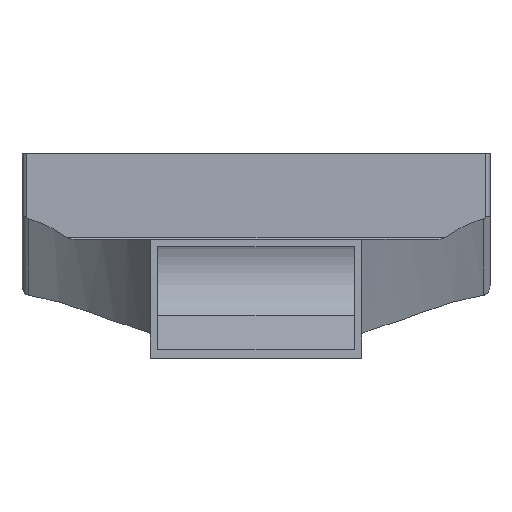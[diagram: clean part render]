
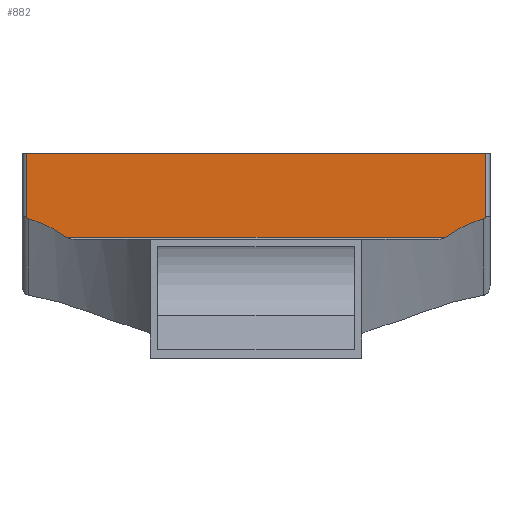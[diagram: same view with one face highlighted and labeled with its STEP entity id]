
A CAD part, front view. The second image highlights one B-rep face of the part: STEP entity #882.
In plain terms, the highlighted planar face has unit normal (0, -1, 0).
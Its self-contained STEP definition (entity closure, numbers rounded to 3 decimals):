
#5 = CARTESIAN_POINT ( 'NONE',  ( 61.893, 15., 39. ) ) ;
#62 = LINE ( 'NONE', #323, #1532 ) ;
#78 = CARTESIAN_POINT ( 'NONE',  ( 61.893, 15., 39. ) ) ;
#83 = EDGE_CURVE ( 'NONE', #1679, #511, #62, .T. ) ;
#141 = VECTOR ( 'NONE', #1274, 1000. ) ;
#147 = LINE ( 'NONE', #78, #344 ) ;
#151 = VERTEX_POINT ( 'NONE', #332 ) ;
#159 =( BOUNDED_CURVE ( )  B_SPLINE_CURVE ( 3, ( #525, #1487, #1067, #1602 ),
 .UNSPECIFIED., .F., .F. ) 
 B_SPLINE_CURVE_WITH_KNOTS ( ( 4, 4 ),
 ( 2.839, 3.016 ),
 .UNSPECIFIED. ) 
 CURVE ( )  GEOMETRIC_REPRESENTATION_ITEM ( )  RATIONAL_B_SPLINE_CURVE ( ( 1., 0.997, 0.997, 1. ) ) 
 REPRESENTATION_ITEM ( '' )  );
#187 = EDGE_CURVE ( 'NONE', #151, #1340, #321, .T. ) ;
#205 =( BOUNDED_CURVE ( )  B_SPLINE_CURVE ( 3, ( #902, #507, #1016, #1166 ),
 .UNSPECIFIED., .F., .T. ) 
 B_SPLINE_CURVE_WITH_KNOTS ( ( 4, 4 ),
 ( 5.82, 6.158 ),
 .UNSPECIFIED. ) 
 CURVE ( )  GEOMETRIC_REPRESENTATION_ITEM ( )  RATIONAL_B_SPLINE_CURVE ( ( 1., 0.991, 0.991, 1. ) ) 
 REPRESENTATION_ITEM ( '' )  );
#224 = PLANE ( 'NONE',  #607 ) ;
#237 = CARTESIAN_POINT ( 'NONE',  ( -61.251, 15., 21.561 ) ) ;
#249 = CARTESIAN_POINT ( 'NONE',  ( -50.925, 15., 16.5 ) ) ;
#300 = CARTESIAN_POINT ( 'NONE',  ( -61.893, 15., 39. ) ) ;
#306 = CARTESIAN_POINT ( 'NONE',  ( 61.893, 15., 22. ) ) ;
#318 = VECTOR ( 'NONE', #1323, 1000. ) ;
#321 =( BOUNDED_CURVE ( )  B_SPLINE_CURVE ( 3, ( #1690, #480, #1520, #306 ),
 .UNSPECIFIED., .F., .T. ) 
 B_SPLINE_CURVE_WITH_KNOTS ( ( 4, 4 ),
 ( 0.126, 0.463 ),
 .UNSPECIFIED. ) 
 CURVE ( )  GEOMETRIC_REPRESENTATION_ITEM ( )  RATIONAL_B_SPLINE_CURVE ( ( 1., 0.991, 0.991, 1. ) ) 
 REPRESENTATION_ITEM ( '' )  );
#323 = CARTESIAN_POINT ( 'NONE',  ( 63., 15., 16.5 ) ) ;
#327 = EDGE_CURVE ( 'NONE', #1679, #151, #159, .T. ) ;
#332 = CARTESIAN_POINT ( 'NONE',  ( 61.251, 15., 21.561 ) ) ;
#344 = VECTOR ( 'NONE', #1443, 1000. ) ;
#351 = CARTESIAN_POINT ( 'NONE',  ( -61.893, 15., 39. ) ) ;
#363 = CARTESIAN_POINT ( 'NONE',  ( -54.296, 15., 18.872 ) ) ;
#381 = ORIENTED_EDGE ( 'NONE', *, *, #1637, .T. ) ;
#441 = EDGE_CURVE ( 'NONE', #511, #1524, #1175, .T. ) ;
#449 = EDGE_CURVE ( 'NONE', #1004, #1542, #1468, .T. ) ;
#480 = CARTESIAN_POINT ( 'NONE',  ( 61.475, 15., 21.625 ) ) ;
#481 = LINE ( 'NONE', #351, #141 ) ;
#507 = CARTESIAN_POINT ( 'NONE',  ( -61.691, 15., 21.773 ) ) ;
#511 = VERTEX_POINT ( 'NONE', #249 ) ;
#513 = DIRECTION ( 'NONE',  ( 0., -1., 0. ) ) ;
#525 = CARTESIAN_POINT ( 'NONE',  ( 50.925, 15., 16.5 ) ) ;
#607 = AXIS2_PLACEMENT_3D ( 'NONE', #1199, #513, #927 ) ;
#704 = CARTESIAN_POINT ( 'NONE',  ( 61.893, 15., 22. ) ) ;
#750 = VERTEX_POINT ( 'NONE', #1266 ) ;
#882 = ADVANCED_FACE ( 'NONE', ( #1071 ), #224, .T. ) ;
#902 = CARTESIAN_POINT ( 'NONE',  ( -61.893, 15., 22. ) ) ;
#909 = CARTESIAN_POINT ( 'NONE',  ( -61.251, 15., 21.561 ) ) ;
#921 = ORIENTED_EDGE ( 'NONE', *, *, #449, .F. ) ;
#927 = DIRECTION ( 'NONE',  ( 0., 0., -1. ) ) ;
#929 = CARTESIAN_POINT ( 'NONE',  ( -50.925, 15., 16.5 ) ) ;
#994 = ORIENTED_EDGE ( 'NONE', *, *, #83, .F. ) ;
#1004 = VERTEX_POINT ( 'NONE', #300 ) ;
#1016 = CARTESIAN_POINT ( 'NONE',  ( -61.475, 15., 21.625 ) ) ;
#1067 = CARTESIAN_POINT ( 'NONE',  ( 57.747, 15., 20.564 ) ) ;
#1071 = FACE_OUTER_BOUND ( 'NONE', #1093, .T. ) ;
#1093 = EDGE_LOOP ( 'NONE', ( #1113, #1622, #921, #1215, #381, #1388, #994, #1683 ) ) ;
#1113 = ORIENTED_EDGE ( 'NONE', *, *, #187, .T. ) ;
#1118 = EDGE_CURVE ( 'NONE', #1004, #750, #481, .T. ) ;
#1159 = CARTESIAN_POINT ( 'NONE',  ( 50.925, 15., 16.5 ) ) ;
#1166 = CARTESIAN_POINT ( 'NONE',  ( -61.251, 15., 21.561 ) ) ;
#1175 =( BOUNDED_CURVE ( )  B_SPLINE_CURVE ( 3, ( #929, #363, #1330, #909 ),
 .UNSPECIFIED., .F., .T. ) 
 B_SPLINE_CURVE_WITH_KNOTS ( ( 4, 4 ),
 ( 2.839, 3.016 ),
 .UNSPECIFIED. ) 
 CURVE ( )  GEOMETRIC_REPRESENTATION_ITEM ( )  RATIONAL_B_SPLINE_CURVE ( ( 1., 0.997, 0.997, 1. ) ) 
 REPRESENTATION_ITEM ( '' )  );
#1199 = CARTESIAN_POINT ( 'NONE',  ( 63., 15., 16.5 ) ) ;
#1215 = ORIENTED_EDGE ( 'NONE', *, *, #1118, .T. ) ;
#1266 = CARTESIAN_POINT ( 'NONE',  ( -61.893, 15., 22. ) ) ;
#1274 = DIRECTION ( 'NONE',  ( 0., 0., -1. ) ) ;
#1323 = DIRECTION ( 'NONE',  ( 1., 0., 0. ) ) ;
#1330 = CARTESIAN_POINT ( 'NONE',  ( -57.747, 15., 20.564 ) ) ;
#1340 = VERTEX_POINT ( 'NONE', #704 ) ;
#1388 = ORIENTED_EDGE ( 'NONE', *, *, #441, .F. ) ;
#1443 = DIRECTION ( 'NONE',  ( 0., 0., -1. ) ) ;
#1468 = LINE ( 'NONE', #1722, #318 ) ;
#1487 = CARTESIAN_POINT ( 'NONE',  ( 54.296, 15., 18.872 ) ) ;
#1520 = CARTESIAN_POINT ( 'NONE',  ( 61.691, 15., 21.773 ) ) ;
#1524 = VERTEX_POINT ( 'NONE', #237 ) ;
#1532 = VECTOR ( 'NONE', #1681, 1000. ) ;
#1542 = VERTEX_POINT ( 'NONE', #5 ) ;
#1602 = CARTESIAN_POINT ( 'NONE',  ( 61.251, 15., 21.561 ) ) ;
#1622 = ORIENTED_EDGE ( 'NONE', *, *, #1647, .F. ) ;
#1637 = EDGE_CURVE ( 'NONE', #750, #1524, #205, .T. ) ;
#1647 = EDGE_CURVE ( 'NONE', #1542, #1340, #147, .T. ) ;
#1679 = VERTEX_POINT ( 'NONE', #1159 ) ;
#1681 = DIRECTION ( 'NONE',  ( -1., 0., 0. ) ) ;
#1683 = ORIENTED_EDGE ( 'NONE', *, *, #327, .T. ) ;
#1690 = CARTESIAN_POINT ( 'NONE',  ( 61.251, 15., 21.561 ) ) ;
#1722 = CARTESIAN_POINT ( 'NONE',  ( -61.893, 15., 39. ) ) ;
